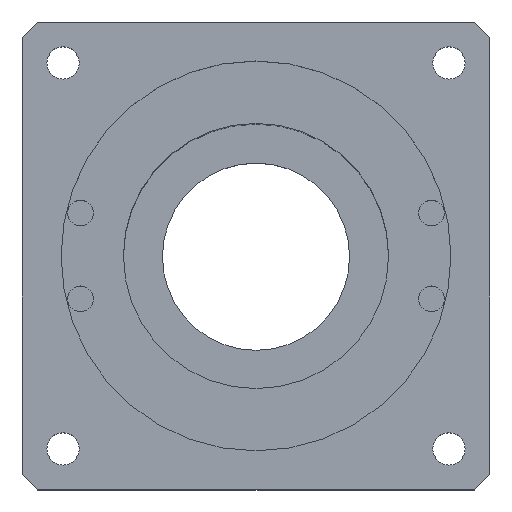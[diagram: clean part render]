
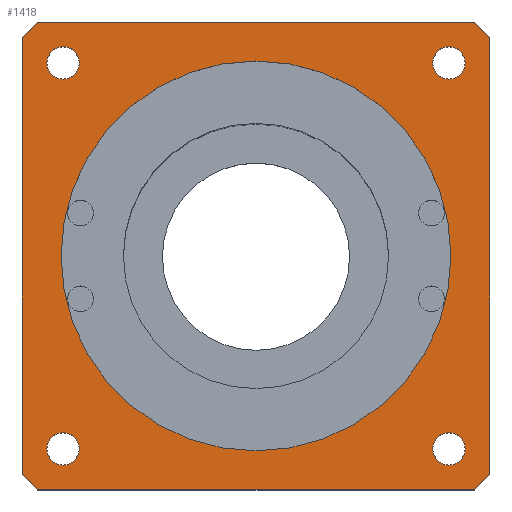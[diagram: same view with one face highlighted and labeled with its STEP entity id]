
A CAD part, top view. The second image highlights one B-rep face of the part: STEP entity #1418.
In plain terms, the highlighted planar face has unit normal (0, 0, 1).
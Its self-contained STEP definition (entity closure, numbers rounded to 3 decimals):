
#31=FACE_BOUND('',#278,.T.);
#32=FACE_BOUND('',#279,.T.);
#33=FACE_BOUND('',#280,.T.);
#34=FACE_BOUND('',#281,.T.);
#35=FACE_BOUND('',#282,.T.);
#98=PLANE('',#1569);
#177=FACE_OUTER_BOUND('',#277,.T.);
#277=EDGE_LOOP('',(#1242,#1243,#1244,#1245,#1246,#1247,#1248,#1249));
#278=EDGE_LOOP('',(#1250,#1251));
#279=EDGE_LOOP('',(#1252,#1253));
#280=EDGE_LOOP('',(#1254,#1255));
#281=EDGE_LOOP('',(#1256,#1257));
#282=EDGE_LOOP('',(#1258));
#396=LINE('',#2304,#529);
#407=LINE('',#2328,#540);
#409=LINE('',#2332,#542);
#411=LINE('',#2337,#544);
#414=LINE('',#2342,#547);
#416=LINE('',#2346,#549);
#418=LINE('',#2349,#551);
#419=LINE('',#2351,#552);
#529=VECTOR('',#1904,10.);
#540=VECTOR('',#1921,10.);
#542=VECTOR('',#1925,10.);
#544=VECTOR('',#1929,10.);
#547=VECTOR('',#1934,10.);
#549=VECTOR('',#1938,10.);
#551=VECTOR('',#1942,10.);
#552=VECTOR('',#1945,10.);
#594=CIRCLE('',#1527,2.067);
#595=CIRCLE('',#1528,2.067);
#597=CIRCLE('',#1531,2.067);
#598=CIRCLE('',#1532,2.067);
#600=CIRCLE('',#1535,2.067);
#601=CIRCLE('',#1536,2.067);
#603=CIRCLE('',#1539,2.067);
#604=CIRCLE('',#1540,2.067);
#606=CIRCLE('',#1543,25.);
#698=VERTEX_POINT('',#2239);
#699=VERTEX_POINT('',#2240);
#701=VERTEX_POINT('',#2247);
#702=VERTEX_POINT('',#2248);
#704=VERTEX_POINT('',#2255);
#705=VERTEX_POINT('',#2256);
#707=VERTEX_POINT('',#2263);
#708=VERTEX_POINT('',#2264);
#710=VERTEX_POINT('',#2271);
#720=VERTEX_POINT('',#2302);
#721=VERTEX_POINT('',#2303);
#731=VERTEX_POINT('',#2327);
#732=VERTEX_POINT('',#2331);
#733=VERTEX_POINT('',#2335);
#734=VERTEX_POINT('',#2336);
#735=VERTEX_POINT('',#2341);
#736=VERTEX_POINT('',#2345);
#862=EDGE_CURVE('',#698,#699,#594,.T.);
#863=EDGE_CURVE('',#699,#698,#595,.T.);
#866=EDGE_CURVE('',#701,#702,#597,.T.);
#867=EDGE_CURVE('',#702,#701,#598,.T.);
#870=EDGE_CURVE('',#704,#705,#600,.T.);
#871=EDGE_CURVE('',#705,#704,#601,.T.);
#874=EDGE_CURVE('',#707,#708,#603,.T.);
#875=EDGE_CURVE('',#708,#707,#604,.T.);
#878=EDGE_CURVE('',#710,#710,#606,.T.);
#892=EDGE_CURVE('',#720,#721,#396,.T.);
#904=EDGE_CURVE('',#731,#721,#407,.T.);
#906=EDGE_CURVE('',#731,#732,#409,.T.);
#908=EDGE_CURVE('',#733,#734,#411,.T.);
#911=EDGE_CURVE('',#735,#734,#414,.T.);
#913=EDGE_CURVE('',#735,#736,#416,.T.);
#915=EDGE_CURVE('',#733,#732,#418,.T.);
#916=EDGE_CURVE('',#720,#736,#419,.T.);
#1242=ORIENTED_EDGE('',*,*,#892,.F.);
#1243=ORIENTED_EDGE('',*,*,#916,.T.);
#1244=ORIENTED_EDGE('',*,*,#913,.F.);
#1245=ORIENTED_EDGE('',*,*,#911,.T.);
#1246=ORIENTED_EDGE('',*,*,#908,.F.);
#1247=ORIENTED_EDGE('',*,*,#915,.T.);
#1248=ORIENTED_EDGE('',*,*,#906,.F.);
#1249=ORIENTED_EDGE('',*,*,#904,.T.);
#1250=ORIENTED_EDGE('',*,*,#862,.T.);
#1251=ORIENTED_EDGE('',*,*,#863,.T.);
#1252=ORIENTED_EDGE('',*,*,#866,.T.);
#1253=ORIENTED_EDGE('',*,*,#867,.T.);
#1254=ORIENTED_EDGE('',*,*,#870,.T.);
#1255=ORIENTED_EDGE('',*,*,#871,.T.);
#1256=ORIENTED_EDGE('',*,*,#874,.T.);
#1257=ORIENTED_EDGE('',*,*,#875,.T.);
#1258=ORIENTED_EDGE('',*,*,#878,.T.);
#1418=ADVANCED_FACE('',(#177,#31,#32,#33,#34,#35),#98,.T.);
#1527=AXIS2_PLACEMENT_3D('',#2241,#1830,#1831);
#1528=AXIS2_PLACEMENT_3D('',#2242,#1832,#1833);
#1531=AXIS2_PLACEMENT_3D('',#2249,#1839,#1840);
#1532=AXIS2_PLACEMENT_3D('',#2250,#1841,#1842);
#1535=AXIS2_PLACEMENT_3D('',#2257,#1848,#1849);
#1536=AXIS2_PLACEMENT_3D('',#2258,#1850,#1851);
#1539=AXIS2_PLACEMENT_3D('',#2265,#1857,#1858);
#1540=AXIS2_PLACEMENT_3D('',#2266,#1859,#1860);
#1543=AXIS2_PLACEMENT_3D('',#2272,#1866,#1867);
#1569=AXIS2_PLACEMENT_3D('',#2352,#1946,#1947);
#1830=DIRECTION('center_axis',(0.,0.,-1.));
#1831=DIRECTION('ref_axis',(0.,-1.,0.));
#1832=DIRECTION('center_axis',(0.,0.,-1.));
#1833=DIRECTION('ref_axis',(0.,-1.,0.));
#1839=DIRECTION('center_axis',(0.,0.,-1.));
#1840=DIRECTION('ref_axis',(-1.,0.,0.));
#1841=DIRECTION('center_axis',(0.,0.,-1.));
#1842=DIRECTION('ref_axis',(-1.,0.,0.));
#1848=DIRECTION('center_axis',(0.,0.,-1.));
#1849=DIRECTION('ref_axis',(0.,1.,0.));
#1850=DIRECTION('center_axis',(0.,0.,-1.));
#1851=DIRECTION('ref_axis',(0.,1.,0.));
#1857=DIRECTION('center_axis',(0.,0.,-1.));
#1858=DIRECTION('ref_axis',(1.,0.,0.));
#1859=DIRECTION('center_axis',(0.,0.,-1.));
#1860=DIRECTION('ref_axis',(1.,0.,0.));
#1866=DIRECTION('center_axis',(0.,0.,-1.));
#1867=DIRECTION('ref_axis',(-1.,0.,0.));
#1904=DIRECTION('',(0.707,0.707,0.));
#1921=DIRECTION('',(-1.,0.,0.));
#1925=DIRECTION('',(0.707,-0.707,0.));
#1929=DIRECTION('',(-0.707,-0.707,0.));
#1934=DIRECTION('',(1.,0.,0.));
#1938=DIRECTION('',(-0.707,0.707,0.));
#1942=DIRECTION('',(0.,1.,0.));
#1945=DIRECTION('',(0.,-1.,0.));
#1946=DIRECTION('center_axis',(0.,0.,1.));
#1947=DIRECTION('ref_axis',(1.,0.,0.));
#2239=CARTESIAN_POINT('',(-24.749,22.682,61.4));
#2240=CARTESIAN_POINT('',(-24.749,26.816,61.4));
#2241=CARTESIAN_POINT('Origin',(-24.749,24.749,61.4));
#2242=CARTESIAN_POINT('Origin',(-24.749,24.749,61.4));
#2247=CARTESIAN_POINT('',(22.682,24.749,61.4));
#2248=CARTESIAN_POINT('',(26.816,24.749,61.4));
#2249=CARTESIAN_POINT('Origin',(24.749,24.749,61.4));
#2250=CARTESIAN_POINT('Origin',(24.749,24.749,61.4));
#2255=CARTESIAN_POINT('',(24.749,-22.682,61.4));
#2256=CARTESIAN_POINT('',(24.749,-26.816,61.4));
#2257=CARTESIAN_POINT('Origin',(24.749,-24.749,61.4));
#2258=CARTESIAN_POINT('Origin',(24.749,-24.749,61.4));
#2263=CARTESIAN_POINT('',(-22.682,-24.749,61.4));
#2264=CARTESIAN_POINT('',(-26.816,-24.749,61.4));
#2265=CARTESIAN_POINT('Origin',(-24.749,-24.749,61.4));
#2266=CARTESIAN_POINT('Origin',(-24.749,-24.749,61.4));
#2271=CARTESIAN_POINT('',(25.,0.,61.4));
#2272=CARTESIAN_POINT('Origin',(0.,0.,61.4));
#2302=CARTESIAN_POINT('',(-30.,28.,61.4));
#2303=CARTESIAN_POINT('',(-28.,30.,61.4));
#2304=CARTESIAN_POINT('',(-29.,29.,61.4));
#2327=CARTESIAN_POINT('',(28.,30.,61.4));
#2328=CARTESIAN_POINT('',(-30.,30.,61.4));
#2331=CARTESIAN_POINT('',(30.,28.,61.4));
#2332=CARTESIAN_POINT('',(29.,29.,61.4));
#2335=CARTESIAN_POINT('',(30.,-28.,61.4));
#2336=CARTESIAN_POINT('',(28.,-30.,61.4));
#2337=CARTESIAN_POINT('',(29.,-29.,61.4));
#2341=CARTESIAN_POINT('',(-28.,-30.,61.4));
#2342=CARTESIAN_POINT('',(30.,-30.,61.4));
#2345=CARTESIAN_POINT('',(-30.,-28.,61.4));
#2346=CARTESIAN_POINT('',(-29.,-29.,61.4));
#2349=CARTESIAN_POINT('',(30.,30.,61.4));
#2351=CARTESIAN_POINT('',(-30.,-30.,61.4));
#2352=CARTESIAN_POINT('Origin',(0.,0.,61.4));
